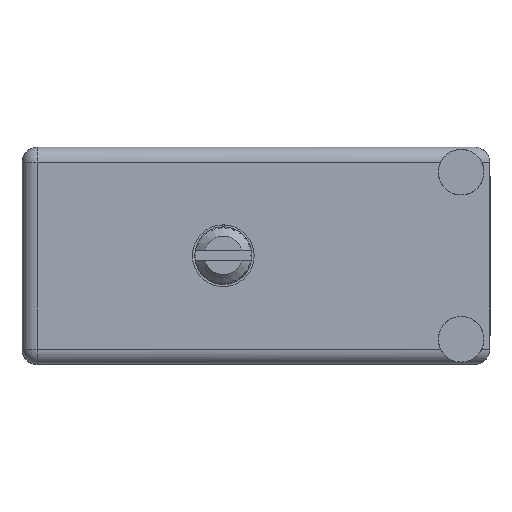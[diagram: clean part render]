
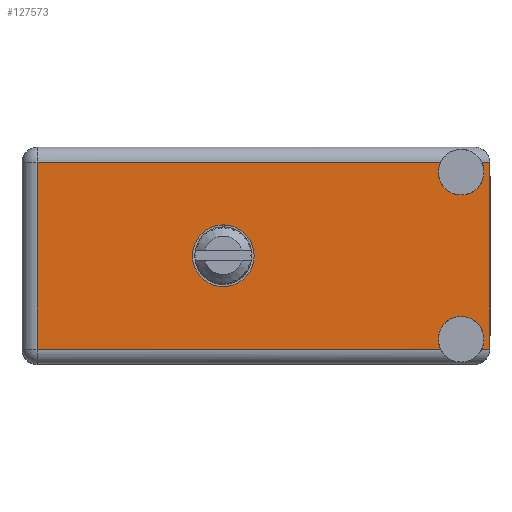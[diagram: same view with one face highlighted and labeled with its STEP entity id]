
A CAD part, top view. The second image highlights one B-rep face of the part: STEP entity #127573.
In plain terms, the highlighted face is planar.
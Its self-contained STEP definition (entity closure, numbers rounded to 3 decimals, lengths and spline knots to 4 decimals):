
#1763 = CARTESIAN_POINT ( 'NONE',  ( 0.8765, 0.806, 0.3575 ) ) ;
#1817 = DIRECTION ( 'NONE',  ( 0., 0., 1. ) ) ;
#1951 = DIRECTION ( 'NONE',  ( 0., 0., 1. ) ) ;
#2060 = DIRECTION ( 'NONE',  ( 0., 1., 0. ) ) ;
#5717 = EDGE_CURVE ( 'NONE', #115260, #56470, #178548, .T. ) ;
#5782 = LINE ( 'NONE', #1763, #107583 ) ;
#10533 = DIRECTION ( 'NONE',  ( 0., 1., 0. ) ) ;
#13792 = EDGE_LOOP ( 'NONE', ( #173489, #46949 ) ) ;
#14685 = VERTEX_POINT ( 'NONE', #99823 ) ;
#16667 = DIRECTION ( 'NONE',  ( -1., 0., 0. ) ) ;
#18041 = DIRECTION ( 'NONE',  ( 0., 0., 1. ) ) ;
#22731 = LINE ( 'NONE', #68754, #41788 ) ;
#26667 = CARTESIAN_POINT ( 'NONE',  ( 0.8501, 0.806, -0.3075 ) ) ;
#30227 = ORIENTED_EDGE ( 'NONE', *, *, #154921, .F. ) ;
#30484 = CARTESIAN_POINT ( 'NONE',  ( 0.7825, 0.806, -0.2 ) ) ;
#30666 = VERTEX_POINT ( 'NONE', #172259 ) ;
#31214 = CARTESIAN_POINT ( 'NONE',  ( 0.7149, 0.806, -0.3075 ) ) ;
#32748 = EDGE_LOOP ( 'NONE', ( #145329, #80242, #69120, #195645, #119025, #120375, #166027, #30227, #48427, #129547 ) ) ;
#34753 = VERTEX_POINT ( 'NONE', #67786 ) ;
#38805 = VECTOR ( 'NONE', #170764, 39.3701 ) ;
#39425 = EDGE_CURVE ( 'NONE', #30666, #34753, #100693, .T. ) ;
#40539 = CARTESIAN_POINT ( 'NONE',  ( -0.6625, 0.806, -0.3075 ) ) ;
#40725 = CARTESIAN_POINT ( 'NONE',  ( -0.6125, 0.806, 0.3075 ) ) ;
#40895 = DIRECTION ( 'NONE',  ( 0., 0., 1. ) ) ;
#41788 = VECTOR ( 'NONE', #99238, 39.3701 ) ;
#45899 = EDGE_CURVE ( 'NONE', #56470, #34753, #52416, .T. ) ;
#45976 = CARTESIAN_POINT ( 'NONE',  ( 0.7825, 0.806, 0.275 ) ) ;
#46406 = CIRCLE ( 'NONE', #58712, 0.1015 ) ;
#46949 = ORIENTED_EDGE ( 'NONE', *, *, #178557, .F. ) ;
#47079 = VERTEX_POINT ( 'NONE', #172900 ) ;
#48427 = ORIENTED_EDGE ( 'NONE', *, *, #113212, .T. ) ;
#51394 = DIRECTION ( 'NONE',  ( 0., 0., 1. ) ) ;
#52416 = LINE ( 'NONE', #116097, #140038 ) ;
#55314 = CARTESIAN_POINT ( 'NONE',  ( -0.6125, 0.806, -0.3075 ) ) ;
#55327 = CARTESIAN_POINT ( 'NONE',  ( 0., 0.806, -0.1015 ) ) ;
#55447 = DIRECTION ( 'NONE',  ( 0., 1., 0. ) ) ;
#56470 = VERTEX_POINT ( 'NONE', #40725 ) ;
#57707 = EDGE_CURVE ( 'NONE', #93429, #30666, #88046, .T. ) ;
#58712 = AXIS2_PLACEMENT_3D ( 'NONE', #111092, #125016, #51394 ) ;
#62540 = CARTESIAN_POINT ( 'NONE',  ( 0.8501, 0.806, 0.3075 ) ) ;
#66609 = AXIS2_PLACEMENT_3D ( 'NONE', #160705, #55447, #88501 ) ;
#67786 = CARTESIAN_POINT ( 'NONE',  ( 0.7149, 0.806, 0.3075 ) ) ;
#68754 = CARTESIAN_POINT ( 'NONE',  ( 0.8765, 0.806, 0.3075 ) ) ;
#69120 = ORIENTED_EDGE ( 'NONE', *, *, #57707, .F. ) ;
#70120 = CARTESIAN_POINT ( 'NONE',  ( 0.7825, 0.806, -0.275 ) ) ;
#79518 = CARTESIAN_POINT ( 'NONE',  ( -0.6125, 0.806, -0.3575 ) ) ;
#80242 = ORIENTED_EDGE ( 'NONE', *, *, #39425, .F. ) ;
#80309 = AXIS2_PLACEMENT_3D ( 'NONE', #45976, #183605, #1817 ) ;
#88046 = CIRCLE ( 'NONE', #66609, 0.075 ) ;
#88501 = DIRECTION ( 'NONE',  ( 0., 0., 1. ) ) ;
#91124 = EDGE_CURVE ( 'NONE', #105819, #14685, #5782, .T. ) ;
#92496 = CARTESIAN_POINT ( 'NONE',  ( 0., 0.806, 0. ) ) ;
#93266 = CARTESIAN_POINT ( 'NONE',  ( -0.6625, 0.806, -0.3575 ) ) ;
#93429 = VERTEX_POINT ( 'NONE', #62540 ) ;
#94567 = DIRECTION ( 'NONE',  ( -1., 0., 0. ) ) ;
#94730 = AXIS2_PLACEMENT_3D ( 'NONE', #124686, #138571, #18041 ) ;
#99238 = DIRECTION ( 'NONE',  ( 1., 0., 0. ) ) ;
#99823 = CARTESIAN_POINT ( 'NONE',  ( 0.8765, 0.806, 0.3075 ) ) ;
#100693 = CIRCLE ( 'NONE', #80309, 0.075 ) ;
#102501 = FACE_OUTER_BOUND ( 'NONE', #32748, .T. ) ;
#105819 = VERTEX_POINT ( 'NONE', #178732 ) ;
#107583 = VECTOR ( 'NONE', #124097, 39.3701 ) ;
#111092 = CARTESIAN_POINT ( 'NONE',  ( 0., 0.806, 0. ) ) ;
#111306 = VECTOR ( 'NONE', #147151, 39.3701 ) ;
#113212 = EDGE_CURVE ( 'NONE', #164128, #115260, #161499, .T. ) ;
#115260 = VERTEX_POINT ( 'NONE', #55314 ) ;
#115816 = CIRCLE ( 'NONE', #94730, 0.075 ) ;
#116097 = CARTESIAN_POINT ( 'NONE',  ( 0.8765, 0.806, 0.3075 ) ) ;
#116843 = AXIS2_PLACEMENT_3D ( 'NONE', #70120, #10533, #40895 ) ;
#119025 = ORIENTED_EDGE ( 'NONE', *, *, #91124, .F. ) ;
#120375 = ORIENTED_EDGE ( 'NONE', *, *, #121468, .T. ) ;
#121468 = EDGE_CURVE ( 'NONE', #105819, #129474, #172679, .T. ) ;
#123428 = EDGE_CURVE ( 'NONE', #174760, #129474, #125388, .T. ) ;
#124097 = DIRECTION ( 'NONE',  ( 0., 0., 1. ) ) ;
#124686 = CARTESIAN_POINT ( 'NONE',  ( 0.7825, 0.806, -0.275 ) ) ;
#125016 = DIRECTION ( 'NONE',  ( 0., 1., 0. ) ) ;
#125388 = CIRCLE ( 'NONE', #116843, 0.075 ) ;
#127573 = ADVANCED_FACE ( 'NONE', ( #192407, #102501 ), #169953, .T. ) ;
#129474 = VERTEX_POINT ( 'NONE', #26667 ) ;
#129547 = ORIENTED_EDGE ( 'NONE', *, *, #5717, .T. ) ;
#135481 = CIRCLE ( 'NONE', #162162, 0.1015 ) ;
#138571 = DIRECTION ( 'NONE',  ( 0., 1., 0. ) ) ;
#140038 = VECTOR ( 'NONE', #162277, 39.3701 ) ;
#144966 = EDGE_CURVE ( 'NONE', #93429, #14685, #22731, .T. ) ;
#145329 = ORIENTED_EDGE ( 'NONE', *, *, #45899, .T. ) ;
#147151 = DIRECTION ( 'NONE',  ( -1., 0., 0. ) ) ;
#147765 = AXIS2_PLACEMENT_3D ( 'NONE', #93266, #2060, #94567 ) ;
#152024 = DIRECTION ( 'NONE',  ( 0., 1., 0. ) ) ;
#154921 = EDGE_CURVE ( 'NONE', #164128, #174760, #115816, .T. ) ;
#159043 = VECTOR ( 'NONE', #16667, 39.3701 ) ;
#160396 = EDGE_CURVE ( 'NONE', #47079, #185598, #46406, .T. ) ;
#160705 = CARTESIAN_POINT ( 'NONE',  ( 0.7825, 0.806, 0.275 ) ) ;
#161499 = LINE ( 'NONE', #182737, #159043 ) ;
#162162 = AXIS2_PLACEMENT_3D ( 'NONE', #92496, #152024, #1951 ) ;
#162277 = DIRECTION ( 'NONE',  ( 1., 0., 0. ) ) ;
#164128 = VERTEX_POINT ( 'NONE', #31214 ) ;
#166027 = ORIENTED_EDGE ( 'NONE', *, *, #123428, .F. ) ;
#169953 = PLANE ( 'NONE',  #147765 ) ;
#170764 = DIRECTION ( 'NONE',  ( 0., 0., 1. ) ) ;
#172259 = CARTESIAN_POINT ( 'NONE',  ( 0.7825, 0.806, 0.2 ) ) ;
#172679 = LINE ( 'NONE', #40539, #111306 ) ;
#172900 = CARTESIAN_POINT ( 'NONE',  ( 0., 0.806, 0.1015 ) ) ;
#173489 = ORIENTED_EDGE ( 'NONE', *, *, #160396, .F. ) ;
#174760 = VERTEX_POINT ( 'NONE', #30484 ) ;
#178548 = LINE ( 'NONE', #79518, #38805 ) ;
#178557 = EDGE_CURVE ( 'NONE', #185598, #47079, #135481, .T. ) ;
#178732 = CARTESIAN_POINT ( 'NONE',  ( 0.8765, 0.806, -0.3075 ) ) ;
#182737 = CARTESIAN_POINT ( 'NONE',  ( -0.6625, 0.806, -0.3075 ) ) ;
#183605 = DIRECTION ( 'NONE',  ( 0., 1., 0. ) ) ;
#185598 = VERTEX_POINT ( 'NONE', #55327 ) ;
#192407 = FACE_BOUND ( 'NONE', #13792, .T. ) ;
#195645 = ORIENTED_EDGE ( 'NONE', *, *, #144966, .T. ) ;
